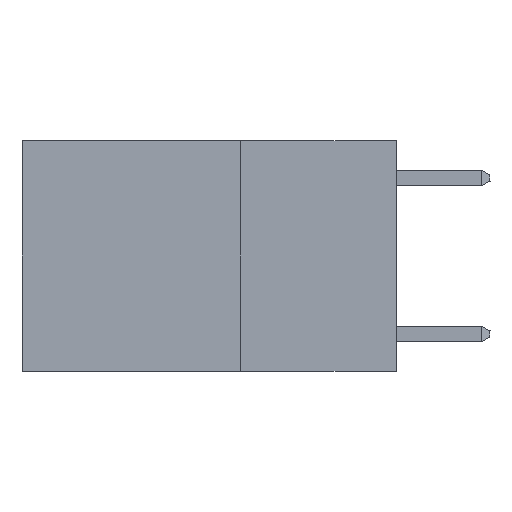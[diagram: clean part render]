
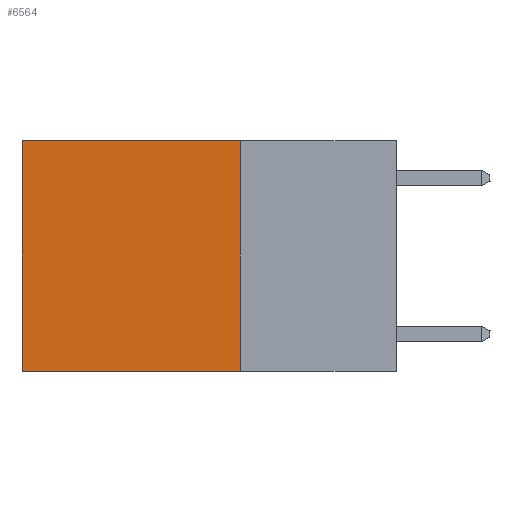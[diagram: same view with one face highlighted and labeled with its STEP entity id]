
A CAD part, left-side view. The second image highlights one B-rep face of the part: STEP entity #6564.
In plain terms, the highlighted planar face has unit normal (-1, 0, 0).
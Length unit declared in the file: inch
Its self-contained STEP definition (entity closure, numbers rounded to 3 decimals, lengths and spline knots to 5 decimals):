
#482 = DIRECTION ( 'NONE',  ( 0., 1., 0. ) ) ;
#1455 = EDGE_CURVE ( 'NONE', #28103, #28718, #3382, .T. ) ;
#3382 = LINE ( 'NONE', #21275, #19103 ) ;
#3550 = CARTESIAN_POINT ( 'NONE',  ( 0.2625, 0.25, -0.37 ) ) ;
#4727 = VERTEX_POINT ( 'NONE', #22565 ) ;
#4807 = EDGE_CURVE ( 'NONE', #27602, #4727, #7222, .T. ) ;
#6198 = EDGE_LOOP ( 'NONE', ( #18295, #27820, #12527, #26865 ) ) ;
#6275 = VECTOR ( 'NONE', #482, 39.37008 ) ;
#6346 = LINE ( 'NONE', #24065, #12713 ) ;
#6564 = ADVANCED_FACE ( 'NONE', ( #29140 ), #8902, .F. ) ;
#6662 = DIRECTION ( 'NONE',  ( 1., 0., 0. ) ) ;
#7037 = AXIS2_PLACEMENT_3D ( 'NONE', #19918, #6662, #16037 ) ;
#7222 = LINE ( 'NONE', #18676, #6275 ) ;
#8902 = PLANE ( 'NONE',  #7037 ) ;
#9067 = LINE ( 'NONE', #29141, #25732 ) ;
#10038 = CARTESIAN_POINT ( 'NONE',  ( 0.2625, 0.6, 0. ) ) ;
#12361 = DIRECTION ( 'NONE',  ( 0., 1., 0. ) ) ;
#12475 = EDGE_CURVE ( 'NONE', #28103, #27602, #9067, .T. ) ;
#12527 = ORIENTED_EDGE ( 'NONE', *, *, #12475, .F. ) ;
#12713 = VECTOR ( 'NONE', #24513, 39.37008 ) ;
#14279 = EDGE_CURVE ( 'NONE', #28718, #4727, #6346, .T. ) ;
#16037 = DIRECTION ( 'NONE',  ( 0., 0., -1. ) ) ;
#17510 = CARTESIAN_POINT ( 'NONE',  ( 0.2625, 0.25, 0. ) ) ;
#18116 = DIRECTION ( 'NONE',  ( 0., 0., -1. ) ) ;
#18295 = ORIENTED_EDGE ( 'NONE', *, *, #14279, .T. ) ;
#18676 = CARTESIAN_POINT ( 'NONE',  ( 0.2625, 0.25, -0.37 ) ) ;
#19103 = VECTOR ( 'NONE', #12361, 39.37008 ) ;
#19918 = CARTESIAN_POINT ( 'NONE',  ( 0.2625, 0.25, 0. ) ) ;
#21275 = CARTESIAN_POINT ( 'NONE',  ( 0.2625, 0.25, 0. ) ) ;
#22565 = CARTESIAN_POINT ( 'NONE',  ( 0.2625, 0.6, -0.37 ) ) ;
#24065 = CARTESIAN_POINT ( 'NONE',  ( 0.2625, 0.6, 0. ) ) ;
#24513 = DIRECTION ( 'NONE',  ( 0., 0., -1. ) ) ;
#25732 = VECTOR ( 'NONE', #18116, 39.37008 ) ;
#26865 = ORIENTED_EDGE ( 'NONE', *, *, #1455, .T. ) ;
#27602 = VERTEX_POINT ( 'NONE', #3550 ) ;
#27820 = ORIENTED_EDGE ( 'NONE', *, *, #4807, .F. ) ;
#28103 = VERTEX_POINT ( 'NONE', #17510 ) ;
#28718 = VERTEX_POINT ( 'NONE', #10038 ) ;
#29140 = FACE_OUTER_BOUND ( 'NONE', #6198, .T. ) ;
#29141 = CARTESIAN_POINT ( 'NONE',  ( 0.2625, 0.25, 0. ) ) ;
